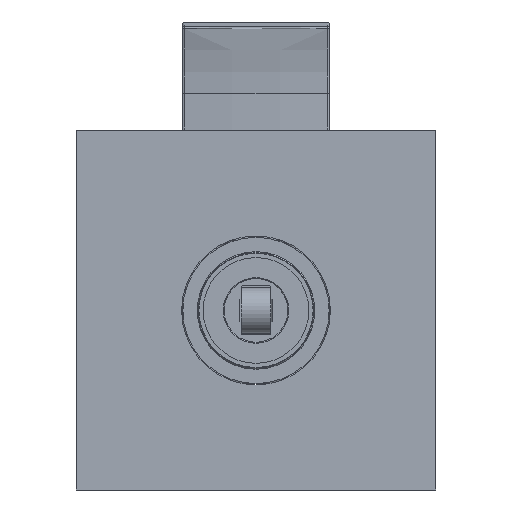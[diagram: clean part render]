
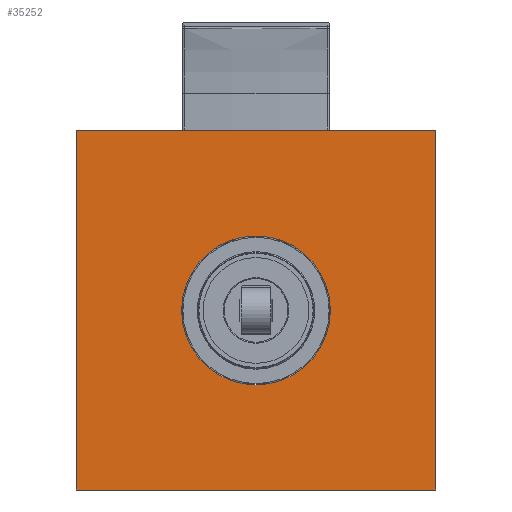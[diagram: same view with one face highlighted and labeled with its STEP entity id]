
A CAD part, front view. The second image highlights one B-rep face of the part: STEP entity #35252.
In plain terms, the highlighted planar face has unit normal (0, -1, 0).
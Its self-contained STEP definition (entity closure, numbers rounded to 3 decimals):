
#35131=DIRECTION('',(0.,0.,1.));
#35132=VECTOR('',#35131,110.);
#35133=CARTESIAN_POINT('',(-55.,45.5,-55.));
#35134=LINE('',#35133,#35132);
#35135=DIRECTION('',(1.,0.,0.));
#35136=VECTOR('',#35135,110.);
#35137=CARTESIAN_POINT('',(-55.,45.5,55.));
#35138=LINE('',#35137,#35136);
#35139=DIRECTION('',(0.,0.,-1.));
#35140=VECTOR('',#35139,110.);
#35141=CARTESIAN_POINT('',(55.,45.5,55.));
#35142=LINE('',#35141,#35140);
#35143=DIRECTION('',(-1.,0.,0.));
#35144=VECTOR('',#35143,110.);
#35145=CARTESIAN_POINT('',(55.,45.5,-55.));
#35146=LINE('',#35145,#35144);
#35147=CARTESIAN_POINT('',(0.,45.5,0.));
#35148=DIRECTION('',(0.,-1.,0.));
#35149=DIRECTION('',(1.,0.,0.));
#35150=AXIS2_PLACEMENT_3D('',#35147,#35148,#35149);
#35152=CARTESIAN_POINT('',(0.,45.5,0.));
#35153=DIRECTION('',(0.,-1.,0.));
#35154=DIRECTION('',(-1.,0.,0.));
#35155=AXIS2_PLACEMENT_3D('',#35152,#35153,#35154);
#35207=CARTESIAN_POINT('',(22.8,45.5,0.));
#35208=CARTESIAN_POINT('',(-22.8,45.5,0.));
#35209=VERTEX_POINT('',#35207);
#35210=VERTEX_POINT('',#35208);
#35211=CARTESIAN_POINT('',(-55.,45.5,-55.));
#35212=CARTESIAN_POINT('',(-55.,45.5,55.));
#35213=VERTEX_POINT('',#35211);
#35214=VERTEX_POINT('',#35212);
#35215=CARTESIAN_POINT('',(55.,45.5,55.));
#35216=VERTEX_POINT('',#35215);
#35217=CARTESIAN_POINT('',(55.,45.5,-55.));
#35218=VERTEX_POINT('',#35217);
#35231=CARTESIAN_POINT('',(0.,45.5,0.));
#35232=DIRECTION('',(0.,1.,0.));
#35233=DIRECTION('',(1.,0.,0.));
#35234=AXIS2_PLACEMENT_3D('',#35231,#35232,#35233);
#35235=PLANE('',#35234);
#35237=ORIENTED_EDGE('',*,*,#35236,.T.);
#35239=ORIENTED_EDGE('',*,*,#35238,.T.);
#35241=ORIENTED_EDGE('',*,*,#35240,.T.);
#35243=ORIENTED_EDGE('',*,*,#35242,.T.);
#35244=EDGE_LOOP('',(#35237,#35239,#35241,#35243));
#35245=FACE_OUTER_BOUND('',#35244,.F.);
#35247=ORIENTED_EDGE('',*,*,#35246,.T.);
#35249=ORIENTED_EDGE('',*,*,#35248,.T.);
#35250=EDGE_LOOP('',(#35247,#35249));
#35251=FACE_BOUND('',#35250,.F.);
#35252=ADVANCED_FACE('',(#35245,#35251),#35235,.F.);
#35151=CIRCLE('',#35150,22.8);
#35156=CIRCLE('',#35155,22.8);
#35236=EDGE_CURVE('',#35213,#35214,#35134,.T.);
#35238=EDGE_CURVE('',#35214,#35216,#35138,.T.);
#35240=EDGE_CURVE('',#35216,#35218,#35142,.T.);
#35242=EDGE_CURVE('',#35218,#35213,#35146,.T.);
#35246=EDGE_CURVE('',#35209,#35210,#35151,.T.);
#35248=EDGE_CURVE('',#35210,#35209,#35156,.T.);
